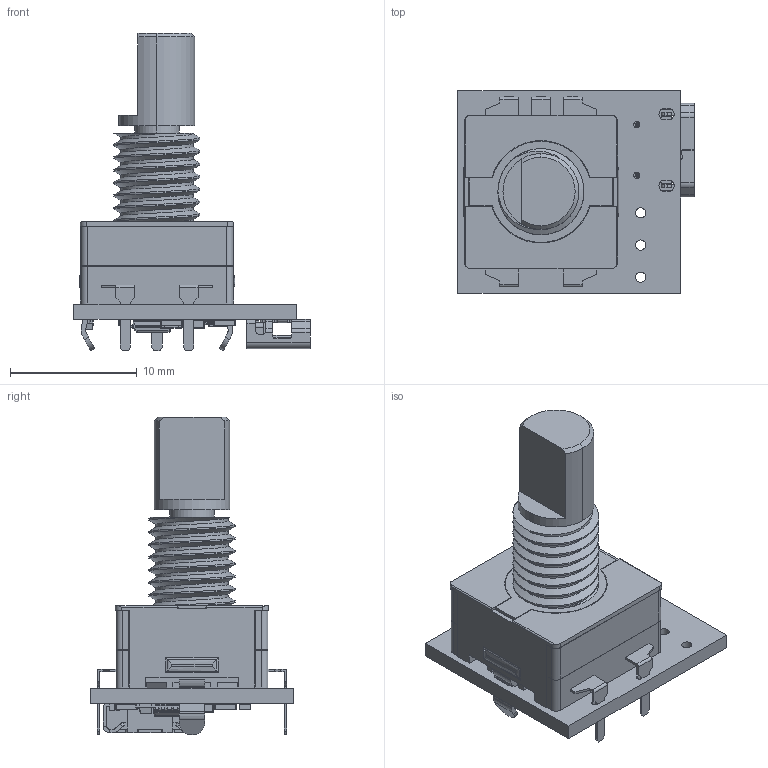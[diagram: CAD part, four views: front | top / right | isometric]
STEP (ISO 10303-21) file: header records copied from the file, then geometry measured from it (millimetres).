
FILE_DESCRIPTION(('Open CASCADE Model'),'2;1');
FILE_NAME('Open CASCADE Shape Model','2024-10-19T13:46:39',('Author'),( 'Open CASCADE'),'Open CASCADE STEP processor 6.8','Open CASCADE 6.8' ,'Unknown');
FILE_SCHEMA(('AUTOMOTIVE_DESIGN { 1 0 10303 214 1 1 1 1 }'));
Length unit declared in the file: millimetre
Products named in the file (63): PCB; Board; Open CASCADE STEP translator 6.8 6.1.1; R1; 5811463776; Mid_Body; Terminal; Open_CASCADE_STEP_translator_6.8_12.2.1; Mark; D1; 0603_Chip_SMD_LED_(1.6x0.8mm)_coloured; U1; 6538530304; Open_CASCADE_STEP_translator_6.8_12.1; Body; Leader; ROTARY_ENCODER; rotary_encoder; USB; U254-051T-4BH83-F1S--3DModel-STEP-510211; U254-051T-4BH83-F1S_U254-051T-4BH83-F1S; R10; R8; R7; 6265010304; R6; 5811468256; F2; FUSE_0603_1608_0.5MM; D8; 6265010224; Open_CASCADE_STEP_translator_6.8_2.1.1; lead; D7; 6265009264; D6; C7; 5811463696; Open_CASCADE_STEP_translator_6.8_14.1.1; Open_CASCADE_STEP_translator_6.8_14.1.2 ...
Assembly tree (79 placements, depth 5):
  PCB
    Board
      Open CASCADE STEP translator 6.8 6.1.1
    R1
      5811463776
        Mid_Body
        Terminal  x2
          Open_CASCADE_STEP_translator_6.8_12.2.1
        Mark
    D1
      0603_Chip_SMD_LED_(1.6x0.8mm)_coloured
    U1
      6538530304
        Open_CASCADE_STEP_translator_6.8_12.1
        Body
          Open_CASCADE_STEP_translator_6.8_12.2.1
        Leader  x10
    ROTARY_ENCODER
      rotary_encoder
    USB
      U254-051T-4BH83-F1S--3DModel-STEP-510211
        U254-051T-4BH83-F1S_U254-051T-4BH83-F1S
    R10
      5811463776
        Mid_Body
        Terminal  x2
          Open_CASCADE_STEP_translator_6.8_12.2.1
        Mark
    R8
      5811463776
        Mid_Body
        Terminal  x2
          Open_CASCADE_STEP_translator_6.8_12.2.1
        Mark
    R7
      6265010304
        Mid_Body
        Terminal  x2
          Open_CASCADE_STEP_translator_6.8_12.2.1
        Mark
    R6
      5811468256
        Mid_Body
        Terminal  x2
          Open_CASCADE_STEP_translator_6.8_12.2.1
        Mark
    F2
      FUSE_0603_1608_0.5MM
    D8
      6265010224
        Body
          Open_CASCADE_STEP_translator_6.8_2.1.1
        lead  x2
    D7
      6265009264
        Body
          Open_CASCADE_STEP_translator_6.8_2.1.1
        lead  x2
    D6
      6265010224
Bounding box: 18.66 x 16 x 25.1 mm (x, y, z)
Volume: 1703.7 mm3; surface area: 2563.4 mm2
Topology: 72 solids, 73 shells, 1616 faces, 3930 edges, 2411 vertices
Faces by surface type: plane 1076, cylinder 413, sphere 66, bspline 52, cone 5, revolution 4
Full cylindrical faces by diameter (mm): 0.375 x1, 0.5 x2, 0.8 x3
Entity records: 44845 total; most frequent: CARTESIAN_POINT 11171, ORIENTED_EDGE 6279, DIRECTION 6117, EDGE_CURVE 3140, LINE 2289, VECTOR 2289, VERTEX_POINT 1979, AXIS2_PLACEMENT_3D 1912
